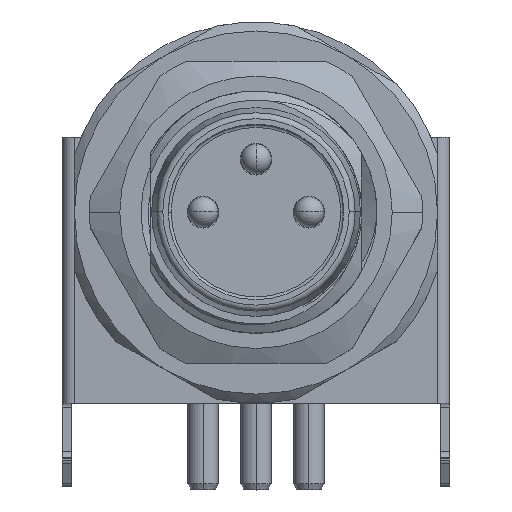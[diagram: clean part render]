
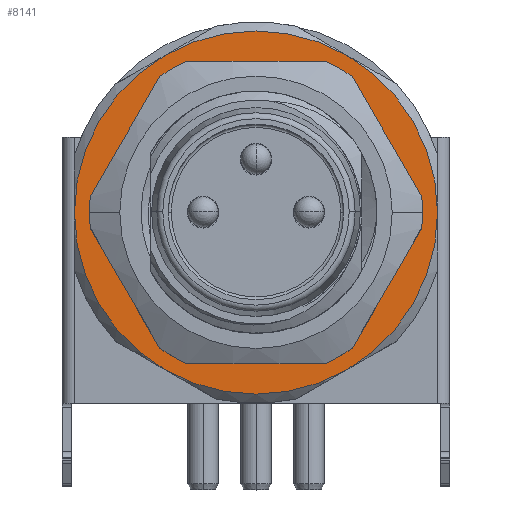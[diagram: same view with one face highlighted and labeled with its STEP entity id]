
A CAD part, top view. The second image highlights one B-rep face of the part: STEP entity #8141.
In plain terms, the highlighted planar face has unit normal (0, 0, 1).
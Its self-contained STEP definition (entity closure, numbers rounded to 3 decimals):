
#1605=CARTESIAN_POINT('',(0.,0.,0.));
#1606=DIRECTION('',(0.,0.,1.));
#1607=DIRECTION('',(0.5,0.866,0.));
#1608=AXIS2_PLACEMENT_3D('',#1605,#1606,#1607);
#1610=CARTESIAN_POINT('',(0.,0.,0.));
#1611=DIRECTION('',(0.,0.,-1.));
#1612=DIRECTION('',(0.5,0.866,0.));
#1613=AXIS2_PLACEMENT_3D('',#1610,#1611,#1612);
#1615=CARTESIAN_POINT('',(0.,0.,0.));
#1616=DIRECTION('',(0.,0.,-1.));
#1617=DIRECTION('',(1.,0.,0.));
#1618=AXIS2_PLACEMENT_3D('',#1615,#1616,#1617);
#1620=CARTESIAN_POINT('',(0.,0.,0.));
#1621=DIRECTION('',(0.,0.,-1.));
#1622=DIRECTION('',(-0.5,-0.866,0.));
#1623=AXIS2_PLACEMENT_3D('',#1620,#1621,#1622);
#1625=CARTESIAN_POINT('',(0.,0.,0.));
#1626=DIRECTION('',(0.,0.,-1.));
#1627=DIRECTION('',(-1.,0.,0.));
#1628=AXIS2_PLACEMENT_3D('',#1625,#1626,#1627);
#1630=CARTESIAN_POINT('',(0.,0.,0.));
#1631=DIRECTION('',(0.,0.,1.));
#1632=DIRECTION('',(0.,1.,0.));
#1633=AXIS2_PLACEMENT_3D('',#1630,#1631,#1632);
#1635=CARTESIAN_POINT('',(0.,0.,0.));
#1636=DIRECTION('',(0.,0.,1.));
#1637=DIRECTION('',(0.,-1.,0.));
#1638=AXIS2_PLACEMENT_3D('',#1635,#1636,#1637);
#1645=CARTESIAN_POINT('',(0.,0.,0.));
#1646=DIRECTION('',(0.,0.,1.));
#1647=DIRECTION('',(-0.5,-0.866,0.));
#1648=AXIS2_PLACEMENT_3D('',#1645,#1646,#1647);
#5189=CARTESIAN_POINT('',(3.,5.196,0.));
#5190=CARTESIAN_POINT('',(6.,0.,0.));
#5191=VERTEX_POINT('',#5189);
#5192=VERTEX_POINT('',#5190);
#5193=CARTESIAN_POINT('',(3.,-5.196,0.));
#5194=VERTEX_POINT('',#5193);
#5195=CARTESIAN_POINT('',(-3.,-5.196,0.));
#5196=CARTESIAN_POINT('',(-6.,0.,0.));
#5197=VERTEX_POINT('',#5195);
#5198=VERTEX_POINT('',#5196);
#5199=CARTESIAN_POINT('',(-3.,5.196,0.));
#5200=VERTEX_POINT('',#5199);
#5217=CARTESIAN_POINT('',(0.,3.8,0.));
#5218=CARTESIAN_POINT('',(0.,-3.8,0.));
#5219=VERTEX_POINT('',#5217);
#5220=VERTEX_POINT('',#5218);
#8121=CARTESIAN_POINT('',(0.,0.,0.));
#8122=DIRECTION('',(0.,0.,-1.));
#8123=DIRECTION('',(-1.,0.,0.));
#8124=AXIS2_PLACEMENT_3D('',#8121,#8122,#8123);
#8125=PLANE('',#8124);
#8126=ORIENTED_EDGE('',*,*,#8114,.F.);
#8127=ORIENTED_EDGE('',*,*,#8063,.T.);
#8128=ORIENTED_EDGE('',*,*,#8047,.T.);
#8130=ORIENTED_EDGE('',*,*,#8129,.F.);
#8131=ORIENTED_EDGE('',*,*,#8079,.T.);
#8132=ORIENTED_EDGE('',*,*,#8095,.T.);
#8133=EDGE_LOOP('',(#8126,#8127,#8128,#8130,#8131,#8132));
#8134=FACE_OUTER_BOUND('',#8133,.F.);
#8136=ORIENTED_EDGE('',*,*,#8135,.T.);
#8138=ORIENTED_EDGE('',*,*,#8137,.T.);
#8139=EDGE_LOOP('',(#8136,#8138));
#8140=FACE_BOUND('',#8139,.F.);
#1609=CIRCLE('',#1608,6.);
#1614=CIRCLE('',#1613,6.);
#1619=CIRCLE('',#1618,6.);
#1624=CIRCLE('',#1623,6.);
#1629=CIRCLE('',#1628,6.);
#1634=CIRCLE('',#1633,3.8);
#1639=CIRCLE('',#1638,3.8);
#1649=CIRCLE('',#1648,6.);
#8047=EDGE_CURVE('',#5192,#5194,#1619,.T.);
#8063=EDGE_CURVE('',#5191,#5192,#1614,.T.);
#8079=EDGE_CURVE('',#5197,#5198,#1624,.T.);
#8095=EDGE_CURVE('',#5198,#5200,#1629,.T.);
#8114=EDGE_CURVE('',#5191,#5200,#1609,.T.);
#8129=EDGE_CURVE('',#5197,#5194,#1649,.T.);
#8135=EDGE_CURVE('',#5219,#5220,#1634,.T.);
#8137=EDGE_CURVE('',#5220,#5219,#1639,.T.);
#8141=ADVANCED_FACE('',(#8134,#8140),#8125,.F.);
